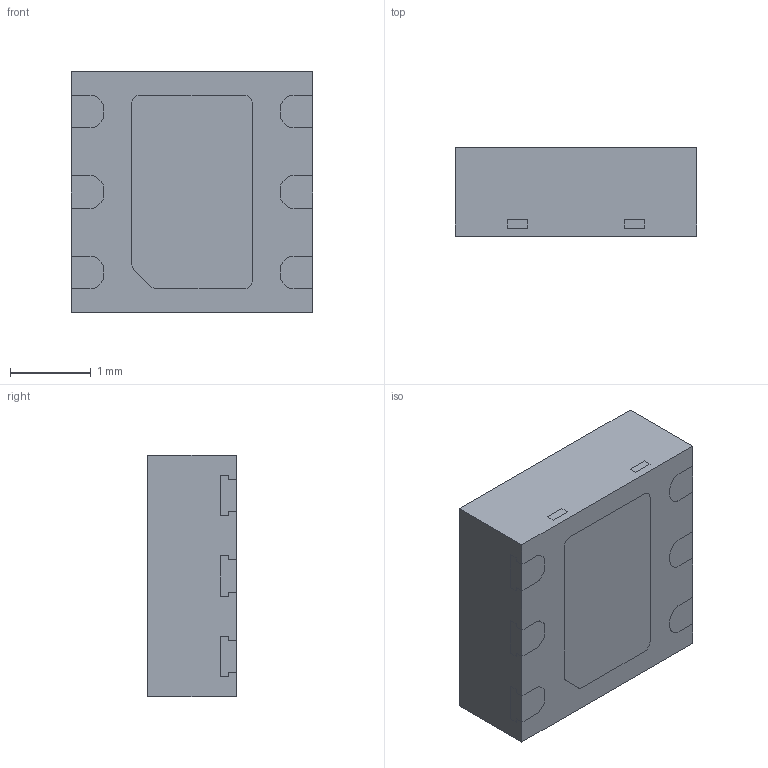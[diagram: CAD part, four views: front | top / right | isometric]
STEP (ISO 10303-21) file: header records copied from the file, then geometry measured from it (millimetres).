
FILE_DESCRIPTION (( 'STEP AP214' ), '1' );
FILE_NAME ('SHT2x_150106.STEP', '2015-01-06T07:59:12', ( '' ), ( '' ), 'SwSTEP 2.0', 'SolidWorks 2013', '' );
FILE_SCHEMA (( 'AUTOMOTIVE_DESIGN' ));
Length unit declared in the file: millimetre
Products named in the file (1): SHT2x_150106
Bounding box: 3 x 1.1 x 3 mm (x, y, z)
Volume: 9.6 mm3; surface area: 44.9 mm2
Topology: 12 solids, 12 shells, 298 faces, 772 edges, 504 vertices
Faces by surface type: plane 224, cylinder 66, bspline 8
Entity records: 12272 total; most frequent: CARTESIAN_POINT 1735, ORIENTED_EDGE 1544, DIRECTION 1458, EDGE_CURVE 772, LINE 620, VECTOR 620, VERTEX_POINT 504, AXIS2_PLACEMENT_3D 419
